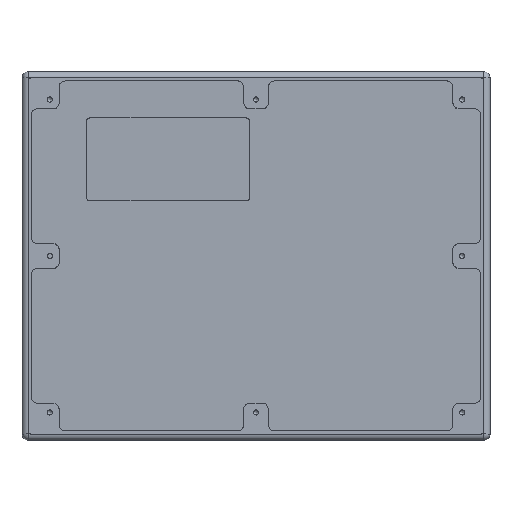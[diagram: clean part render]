
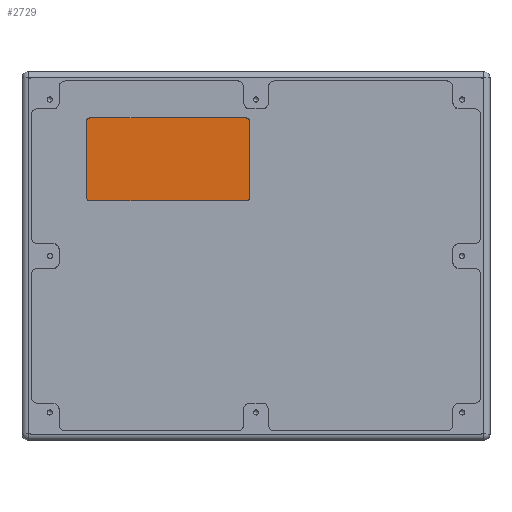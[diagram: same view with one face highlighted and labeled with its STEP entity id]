
A CAD part, top view. The second image highlights one B-rep face of the part: STEP entity #2729.
In plain terms, the highlighted planar face has unit normal (0, 0, 1).
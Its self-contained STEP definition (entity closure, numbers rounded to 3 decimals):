
#114=CIRCLE('',#2916,2.);
#116=CIRCLE('',#2920,2.);
#118=CIRCLE('',#2924,2.);
#120=CIRCLE('',#2928,2.);
#317=FACE_OUTER_BOUND('',#480,.T.);
#480=EDGE_LOOP('',(#1946,#1947,#1948,#1949,#1950,#1951,#1952,#1953));
#675=LINE('',#4231,#930);
#678=LINE('',#4242,#933);
#682=LINE('',#4254,#937);
#685=LINE('',#4263,#940);
#930=VECTOR('',#3336,10.);
#933=VECTOR('',#3347,10.);
#937=VECTOR('',#3359,10.);
#940=VECTOR('',#3370,10.);
#1181=VERTEX_POINT('',#4218);
#1182=VERTEX_POINT('',#4219);
#1186=VERTEX_POINT('',#4229);
#1187=VERTEX_POINT('',#4233);
#1188=VERTEX_POINT('',#4234);
#1191=VERTEX_POINT('',#4245);
#1192=VERTEX_POINT('',#4246);
#1195=VERTEX_POINT('',#4257);
#1463=EDGE_CURVE('',#1181,#1182,#114,.T.);
#1469=EDGE_CURVE('',#1186,#1182,#675,.T.);
#1470=EDGE_CURVE('',#1187,#1188,#116,.T.);
#1474=EDGE_CURVE('',#1181,#1188,#678,.T.);
#1476=EDGE_CURVE('',#1191,#1192,#118,.T.);
#1480=EDGE_CURVE('',#1187,#1192,#682,.T.);
#1482=EDGE_CURVE('',#1186,#1195,#120,.T.);
#1485=EDGE_CURVE('',#1191,#1195,#685,.T.);
#1946=ORIENTED_EDGE('',*,*,#1463,.T.);
#1947=ORIENTED_EDGE('',*,*,#1469,.F.);
#1948=ORIENTED_EDGE('',*,*,#1482,.T.);
#1949=ORIENTED_EDGE('',*,*,#1485,.F.);
#1950=ORIENTED_EDGE('',*,*,#1476,.T.);
#1951=ORIENTED_EDGE('',*,*,#1480,.F.);
#1952=ORIENTED_EDGE('',*,*,#1470,.T.);
#1953=ORIENTED_EDGE('',*,*,#1474,.F.);
#2651=PLANE('',#2931);
#2729=ADVANCED_FACE('',(#317),#2651,.F.);
#2916=AXIS2_PLACEMENT_3D('',#4220,#3326,#3327);
#2920=AXIS2_PLACEMENT_3D('',#4235,#3339,#3340);
#2924=AXIS2_PLACEMENT_3D('',#4247,#3351,#3352);
#2928=AXIS2_PLACEMENT_3D('',#4258,#3363,#3364);
#2931=AXIS2_PLACEMENT_3D('',#4265,#3372,#3373);
#3326=DIRECTION('center_axis',(0.,0.,1.));
#3327=DIRECTION('ref_axis',(0.707,0.707,0.));
#3336=DIRECTION('',(1.,0.,0.));
#3339=DIRECTION('center_axis',(0.,0.,1.));
#3340=DIRECTION('ref_axis',(0.707,-0.707,0.));
#3347=DIRECTION('',(0.,-1.,0.));
#3351=DIRECTION('center_axis',(0.,0.,1.));
#3352=DIRECTION('ref_axis',(-0.707,-0.707,0.));
#3359=DIRECTION('',(-1.,0.,0.));
#3363=DIRECTION('center_axis',(0.,0.,1.));
#3364=DIRECTION('ref_axis',(-0.707,0.707,0.));
#3370=DIRECTION('',(0.,1.,0.));
#3372=DIRECTION('center_axis',(0.,0.,-1.));
#3373=DIRECTION('ref_axis',(-1.,0.,0.));
#4218=CARTESIAN_POINT('',(143.109,202.499,-0.5));
#4219=CARTESIAN_POINT('',(141.109,204.499,-0.5));
#4220=CARTESIAN_POINT('Origin',(141.109,202.499,-0.5));
#4229=CARTESIAN_POINT('',(39.901,204.499,-0.5));
#4231=CARTESIAN_POINT('',(37.901,204.499,-0.5));
#4233=CARTESIAN_POINT('',(141.109,150.891,-0.5));
#4234=CARTESIAN_POINT('',(143.109,152.891,-0.5));
#4235=CARTESIAN_POINT('Origin',(141.109,152.891,-0.5));
#4242=CARTESIAN_POINT('',(143.109,204.499,-0.5));
#4245=CARTESIAN_POINT('',(37.901,152.891,-0.5));
#4246=CARTESIAN_POINT('',(39.901,150.891,-0.5));
#4247=CARTESIAN_POINT('Origin',(39.901,152.891,-0.5));
#4254=CARTESIAN_POINT('',(143.109,150.891,-0.5));
#4257=CARTESIAN_POINT('',(37.901,202.499,-0.5));
#4258=CARTESIAN_POINT('Origin',(39.901,202.499,-0.5));
#4263=CARTESIAN_POINT('',(37.901,150.891,-0.5));
#4265=CARTESIAN_POINT('Origin',(90.505,177.695,-0.5));
